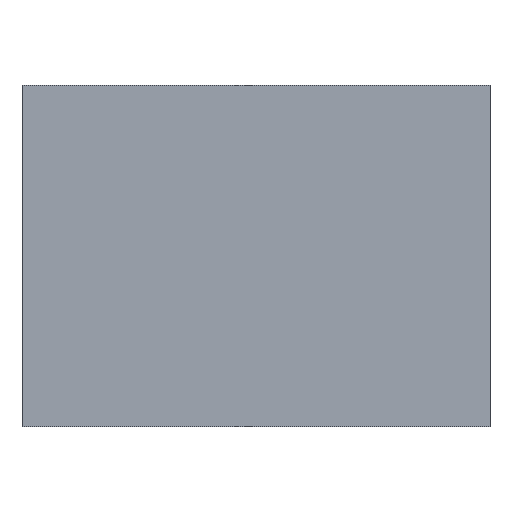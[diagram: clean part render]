
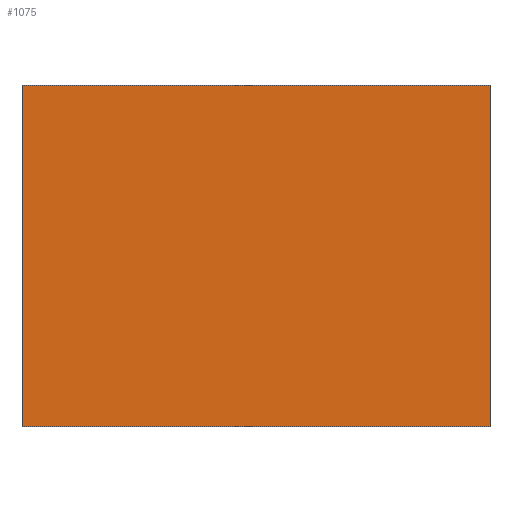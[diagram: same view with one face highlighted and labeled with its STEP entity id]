
A CAD part, top view. The second image highlights one B-rep face of the part: STEP entity #1075.
In plain terms, the highlighted planar face has unit normal (0, 0, 1).
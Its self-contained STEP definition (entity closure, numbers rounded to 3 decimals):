
#69=FACE_OUTER_BOUND('',#130,.T.);
#130=EDGE_LOOP('',(#871,#872,#873,#874));
#263=LINE('',#1659,#407);
#264=LINE('',#1661,#408);
#265=LINE('',#1663,#409);
#266=LINE('',#1664,#410);
#407=VECTOR('',#1365,10.);
#408=VECTOR('',#1366,10.);
#409=VECTOR('',#1367,10.);
#410=VECTOR('',#1368,10.);
#515=VERTEX_POINT('',#1657);
#516=VERTEX_POINT('',#1658);
#517=VERTEX_POINT('',#1660);
#518=VERTEX_POINT('',#1662);
#647=EDGE_CURVE('',#515,#516,#263,.T.);
#648=EDGE_CURVE('',#516,#517,#264,.T.);
#649=EDGE_CURVE('',#517,#518,#265,.T.);
#650=EDGE_CURVE('',#518,#515,#266,.T.);
#871=ORIENTED_EDGE('',*,*,#647,.T.);
#872=ORIENTED_EDGE('',*,*,#648,.T.);
#873=ORIENTED_EDGE('',*,*,#649,.T.);
#874=ORIENTED_EDGE('',*,*,#650,.T.);
#1015=PLANE('',#1149);
#1075=ADVANCED_FACE('',(#69),#1015,.T.);
#1149=AXIS2_PLACEMENT_3D('',#1656,#1363,#1364);
#1363=DIRECTION('center_axis',(0.,0.,1.));
#1364=DIRECTION('ref_axis',(1.,0.,0.));
#1365=DIRECTION('',(0.,-1.,0.));
#1366=DIRECTION('',(1.,0.,0.));
#1367=DIRECTION('',(0.,1.,0.));
#1368=DIRECTION('',(-1.,0.,0.));
#1656=CARTESIAN_POINT('Origin',(17.5,12.5,10.));
#1657=CARTESIAN_POINT('',(-1.,26.,10.));
#1658=CARTESIAN_POINT('',(-1.,-1.,10.));
#1659=CARTESIAN_POINT('',(-1.,26.,10.));
#1660=CARTESIAN_POINT('',(36.,-1.,10.));
#1661=CARTESIAN_POINT('',(-1.,-1.,10.));
#1662=CARTESIAN_POINT('',(36.,26.,10.));
#1663=CARTESIAN_POINT('',(36.,-1.,10.));
#1664=CARTESIAN_POINT('',(36.,26.,10.));
